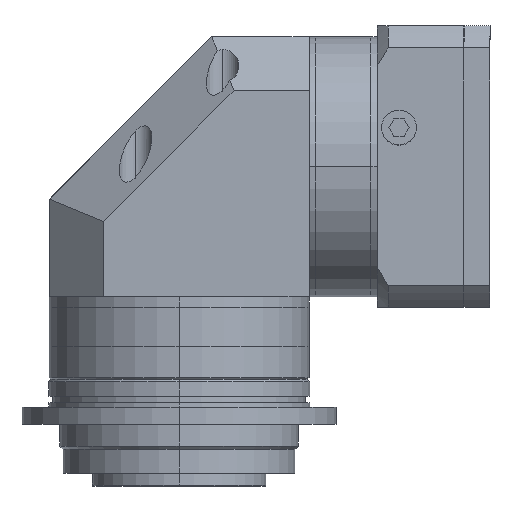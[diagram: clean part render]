
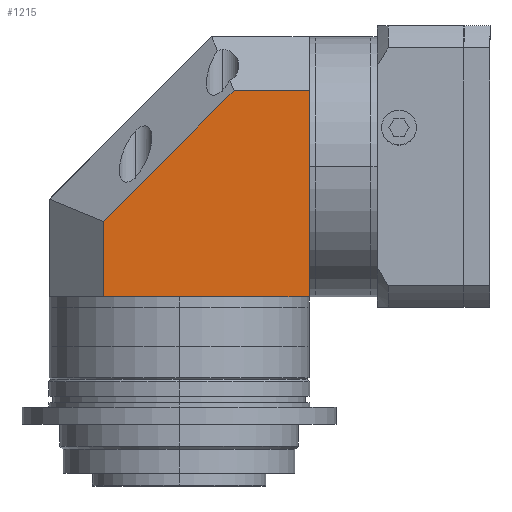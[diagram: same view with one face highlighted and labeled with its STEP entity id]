
A CAD part, left-side view. The second image highlights one B-rep face of the part: STEP entity #1215.
In plain terms, the highlighted planar face has unit normal (-1, 0, 0).
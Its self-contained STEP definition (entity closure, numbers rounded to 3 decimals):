
#593 = VECTOR ( 'NONE', #8655, 1000. ) ;
#674 = CARTESIAN_POINT ( 'NONE',  ( -60., -60., -60. ) ) ;
#1215 = ADVANCED_FACE ( 'NONE', ( #10683 ), #11603, .T. ) ;
#1592 = ORIENTED_EDGE ( 'NONE', *, *, #7460, .T. ) ;
#1816 = DIRECTION ( 'NONE',  ( 0., 0., 1. ) ) ;
#2175 = EDGE_LOOP ( 'NONE', ( #7726, #1592, #2752, #11168, #2593, #3551 ) ) ;
#2593 = ORIENTED_EDGE ( 'NONE', *, *, #12165, .T. ) ;
#2752 = ORIENTED_EDGE ( 'NONE', *, *, #6663, .T. ) ;
#2754 = VECTOR ( 'NONE', #7494, 1000. ) ;
#2809 = CARTESIAN_POINT ( 'NONE',  ( -60., 60., 35. ) ) ;
#3052 = LINE ( 'NONE', #11456, #2754 ) ;
#3248 = LINE ( 'NONE', #7714, #11075 ) ;
#3551 = ORIENTED_EDGE ( 'NONE', *, *, #11339, .T. ) ;
#3729 = CARTESIAN_POINT ( 'NONE',  ( -60., 64.822, -55.178 ) ) ;
#3734 = CARTESIAN_POINT ( 'NONE',  ( -60., -60., 35. ) ) ;
#3785 = CARTESIAN_POINT ( 'NONE',  ( -60., 60., -60. ) ) ;
#4312 = CARTESIAN_POINT ( 'NONE',  ( -60., 35., -60. ) ) ;
#4746 = VERTEX_POINT ( 'NONE', #11359 ) ;
#5658 = LINE ( 'NONE', #3729, #10573 ) ;
#5893 = VERTEX_POINT ( 'NONE', #8379 ) ;
#5955 = LINE ( 'NONE', #674, #11784 ) ;
#6022 = CARTESIAN_POINT ( 'NONE',  ( -60., 35., -25.355 ) ) ;
#6174 = VERTEX_POINT ( 'NONE', #11057 ) ;
#6569 = DIRECTION ( 'NONE',  ( 0., 0., 1. ) ) ;
#6663 = EDGE_CURVE ( 'NONE', #8868, #4746, #3052, .T. ) ;
#6697 = DIRECTION ( 'NONE',  ( 0., -1., 0. ) ) ;
#7460 = EDGE_CURVE ( 'NONE', #9883, #8868, #12674, .T. ) ;
#7494 = DIRECTION ( 'NONE',  ( 0., -1., 0. ) ) ;
#7714 = CARTESIAN_POINT ( 'NONE',  ( -60., -60., -60. ) ) ;
#7726 = ORIENTED_EDGE ( 'NONE', *, *, #12221, .T. ) ;
#7760 = VECTOR ( 'NONE', #11187, 1000. ) ;
#8379 = CARTESIAN_POINT ( 'NONE',  ( -60., -25.355, 35. ) ) ;
#8655 = DIRECTION ( 'NONE',  ( 0., 1., 0. ) ) ;
#8868 = VERTEX_POINT ( 'NONE', #12246 ) ;
#9565 = DIRECTION ( 'NONE',  ( 0., 0.707, -0.707 ) ) ;
#9883 = VERTEX_POINT ( 'NONE', #6022 ) ;
#10573 = VECTOR ( 'NONE', #9565, 1000. ) ;
#10683 = FACE_OUTER_BOUND ( 'NONE', #2175, .T. ) ;
#10764 = LINE ( 'NONE', #2809, #593 ) ;
#10836 = VERTEX_POINT ( 'NONE', #3734 ) ;
#11057 = CARTESIAN_POINT ( 'NONE',  ( -60., -60., 0. ) ) ;
#11075 = VECTOR ( 'NONE', #1816, 1000. ) ;
#11168 = ORIENTED_EDGE ( 'NONE', *, *, #11344, .T. ) ;
#11187 = DIRECTION ( 'NONE',  ( 0., 0., -1. ) ) ;
#11339 = EDGE_CURVE ( 'NONE', #10836, #5893, #10764, .T. ) ;
#11344 = EDGE_CURVE ( 'NONE', #4746, #6174, #3248, .T. ) ;
#11359 = CARTESIAN_POINT ( 'NONE',  ( -60., -60., -60. ) ) ;
#11456 = CARTESIAN_POINT ( 'NONE',  ( -60., 60., -60. ) ) ;
#11603 = PLANE ( 'NONE',  #12033 ) ;
#11784 = VECTOR ( 'NONE', #6569, 1000. ) ;
#12033 = AXIS2_PLACEMENT_3D ( 'NONE', #3785, #12581, #6697 ) ;
#12165 = EDGE_CURVE ( 'NONE', #6174, #10836, #5955, .T. ) ;
#12221 = EDGE_CURVE ( 'NONE', #5893, #9883, #5658, .T. ) ;
#12246 = CARTESIAN_POINT ( 'NONE',  ( -60., 35., -60. ) ) ;
#12581 = DIRECTION ( 'NONE',  ( -1., 0., 0. ) ) ;
#12674 = LINE ( 'NONE', #4312, #7760 ) ;
